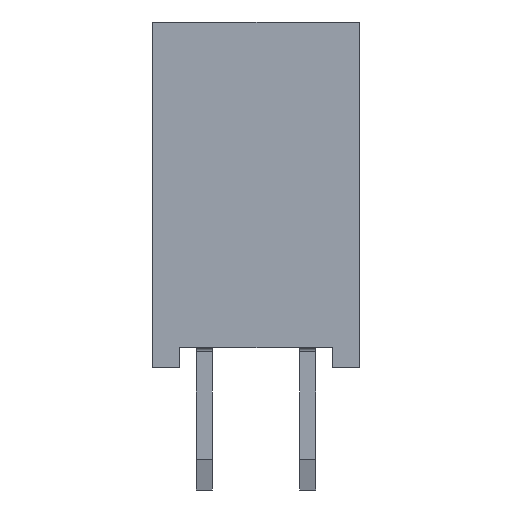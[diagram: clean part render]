
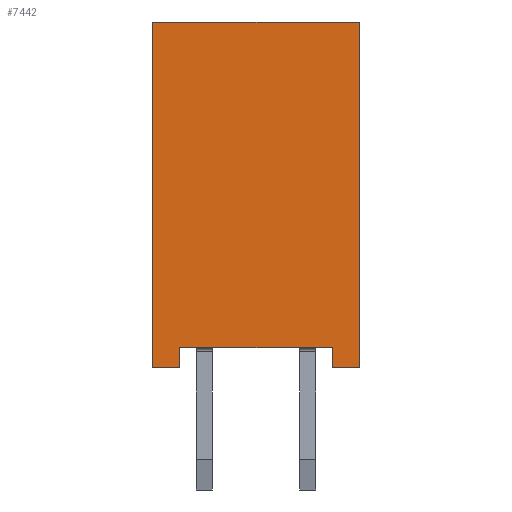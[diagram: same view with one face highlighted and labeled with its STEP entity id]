
A CAD part, left-side view. The second image highlights one B-rep face of the part: STEP entity #7442.
In plain terms, the highlighted planar face has unit normal (-1, 0, 0).
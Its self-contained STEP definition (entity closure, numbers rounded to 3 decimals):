
#7442=ADVANCED_FACE('',(#16626),#16628,.T.);
#16626=FACE_BOUND('',#16627,.T.);
#16627=EDGE_LOOP('',(#24129,#24130,#24131,#24132,#24133,#24134,#24135,#24136));
#16628=PLANE('',#16629);
#16629=AXIS2_PLACEMENT_3D('',#16630,#16631,#16632);
#16630=CARTESIAN_POINT('',(-1.27,3.81,0.));
#16631=DIRECTION('',(-1.,0.,0.));
#16632=DIRECTION('',(0.,-1.,0.));
#24129=ORIENTED_EDGE('',*,*,#28649,.T.);
#24130=ORIENTED_EDGE('',*,*,#28650,.T.);
#24131=ORIENTED_EDGE('',*,*,#28651,.T.);
#24132=ORIENTED_EDGE('',*,*,#28652,.F.);
#24133=ORIENTED_EDGE('',*,*,#28653,.F.);
#24134=ORIENTED_EDGE('',*,*,#28654,.T.);
#24135=ORIENTED_EDGE('',*,*,#28655,.T.);
#24136=ORIENTED_EDGE('',*,*,#27309,.T.);
#27309=EDGE_CURVE('',#31789,#31790,#31791,.T.);
#28649=EDGE_CURVE('',#31790,#33789,#33790,.F.);
#28650=EDGE_CURVE('',#33789,#33791,#33792,.T.);
#28651=EDGE_CURVE('',#33791,#33793,#33794,.T.);
#28652=EDGE_CURVE('',#33795,#33793,#33796,.T.);
#28653=EDGE_CURVE('',#33797,#33795,#33798,.T.);
#28654=EDGE_CURVE('',#33797,#33799,#33800,.T.);
#28655=EDGE_CURVE('',#33799,#31789,#33801,.F.);
#31789=VERTEX_POINT('',#40149);
#31790=VERTEX_POINT('',#40150);
#31791=LINE('',#40151,#40152);
#33789=VERTEX_POINT('',#45029);
#33790=LINE('',#45030,#45031);
#33791=VERTEX_POINT('',#45033);
#33792=LINE('',#45034,#45035);
#33793=VERTEX_POINT('',#45037);
#33794=LINE('',#45038,#45039);
#33795=VERTEX_POINT('',#45041);
#33796=LINE('',#45042,#45043);
#33797=VERTEX_POINT('',#45045);
#33798=LINE('',#45046,#45047);
#33799=VERTEX_POINT('',#45049);
#33800=LINE('',#45050,#45051);
#33801=LINE('',#45053,#45054);
#40149=CARTESIAN_POINT('',(-1.27,3.14,0.5));
#40150=CARTESIAN_POINT('',(-1.27,-0.6,0.5));
#40151=CARTESIAN_POINT('',(-1.27,3.14,0.5));
#40152=VECTOR('',#40153,1.);
#40153=DIRECTION('',(0.,-1.,0.));
#45029=CARTESIAN_POINT('',(-1.27,-0.6,0.));
#45030=CARTESIAN_POINT('',(-1.27,-0.6,0.));
#45031=VECTOR('',#45032,1.);
#45032=DIRECTION('',(0.,0.,1.));
#45033=CARTESIAN_POINT('',(-1.27,-1.27,0.));
#45034=CARTESIAN_POINT('',(-1.27,-0.6,0.));
#45035=VECTOR('',#45036,1.);
#45036=DIRECTION('',(0.,-1.,0.));
#45037=CARTESIAN_POINT('',(-1.27,-1.27,8.5));
#45038=CARTESIAN_POINT('',(-1.27,-1.27,0.));
#45039=VECTOR('',#45040,1.);
#45040=DIRECTION('',(0.,0.,1.));
#45041=CARTESIAN_POINT('',(-1.27,3.81,8.5));
#45042=CARTESIAN_POINT('',(-1.27,3.81,8.5));
#45043=VECTOR('',#45044,1.);
#45044=DIRECTION('',(0.,-1.,0.));
#45045=CARTESIAN_POINT('',(-1.27,3.81,0.));
#45046=CARTESIAN_POINT('',(-1.27,3.81,0.));
#45047=VECTOR('',#45048,1.);
#45048=DIRECTION('',(0.,0.,1.));
#45049=CARTESIAN_POINT('',(-1.27,3.14,0.));
#45050=CARTESIAN_POINT('',(-1.27,3.81,0.));
#45051=VECTOR('',#45052,1.);
#45052=DIRECTION('',(0.,-1.,0.));
#45053=CARTESIAN_POINT('',(-1.27,3.14,0.5));
#45054=VECTOR('',#45055,1.);
#45055=DIRECTION('',(0.,0.,-1.));
